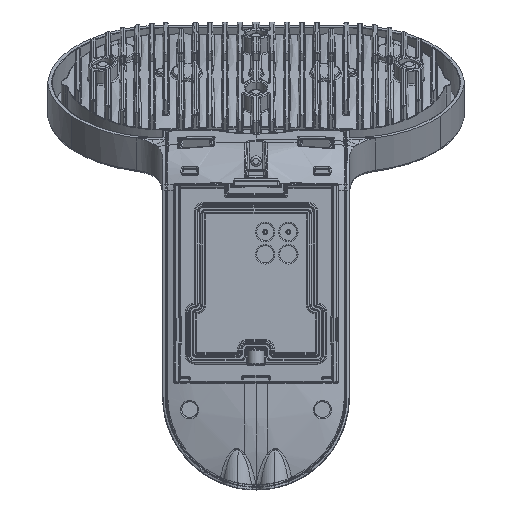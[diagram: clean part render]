
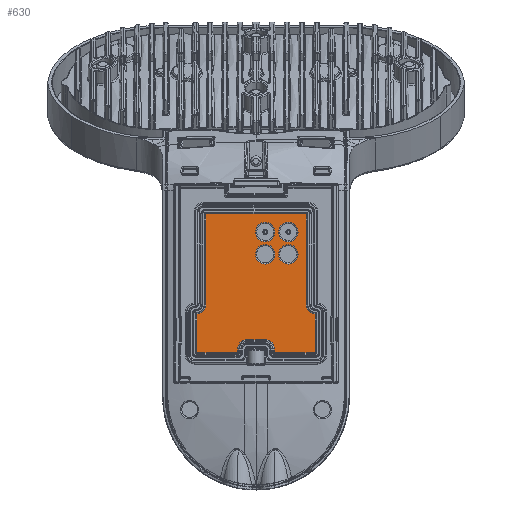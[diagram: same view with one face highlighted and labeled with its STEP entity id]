
A CAD part, left-side view. The second image highlights one B-rep face of the part: STEP entity #630.
In plain terms, the highlighted planar face has unit normal (-1, 0, 0).
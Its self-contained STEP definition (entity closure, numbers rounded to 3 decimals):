
#414=CARTESIAN_POINT('Vertex',(4.,-8.274,-20.731)) ;
#417=CARTESIAN_POINT('Axis2P3D Location',(4.,-4.024,-20.731)) ;
#421=CARTESIAN_POINT('Vertex',(4.,0.226,-20.731)) ;
#441=CARTESIAN_POINT('Axis2P3D Location',(4.,-4.024,-20.731)) ;
#453=CARTESIAN_POINT('Axis2P3D Location',(4.,0.,0.)) ;
#458=CARTESIAN_POINT('Line Origine',(4.,0.,-12.8)) ;
#462=CARTESIAN_POINT('Vertex',(4.,22.1,-12.8)) ;
#464=CARTESIAN_POINT('Vertex',(4.,-22.1,-12.8)) ;
#467=CARTESIAN_POINT('Line Origine',(4.,22.1,-32.744)) ;
#471=CARTESIAN_POINT('Vertex',(4.,22.1,-52.688)) ;
#474=CARTESIAN_POINT('Axis2P3D Location',(4.,26.1,-52.688)) ;
#478=CARTESIAN_POINT('Vertex',(4.,26.,-56.686)) ;
#481=CARTESIAN_POINT('Line Origine',(4.,26.,-65.188)) ;
#485=CARTESIAN_POINT('Vertex',(4.,26.,-73.69)) ;
#488=CARTESIAN_POINT('Line Origine',(4.,17.,-73.69)) ;
#492=CARTESIAN_POINT('Vertex',(4.,8.,-73.69)) ;
#495=CARTESIAN_POINT('Line Origine',(4.,8.,-72.84)) ;
#499=CARTESIAN_POINT('Vertex',(4.,8.,-71.99)) ;
#502=CARTESIAN_POINT('Axis2P3D Location',(4.,4.,-71.99)) ;
#506=CARTESIAN_POINT('Vertex',(4.,4.,-67.99)) ;
#509=CARTESIAN_POINT('Line Origine',(4.,0.,-67.99)) ;
#513=CARTESIAN_POINT('Vertex',(4.,-4.,-67.99)) ;
#516=CARTESIAN_POINT('Axis2P3D Location',(4.,-4.,-71.99)) ;
#520=CARTESIAN_POINT('Vertex',(4.,-8.,-71.99)) ;
#523=CARTESIAN_POINT('Line Origine',(4.,-8.,-72.84)) ;
#527=CARTESIAN_POINT('Vertex',(4.,-8.,-73.69)) ;
#530=CARTESIAN_POINT('Line Origine',(4.,-17.,-73.69)) ;
#534=CARTESIAN_POINT('Vertex',(4.,-26.,-73.69)) ;
#537=CARTESIAN_POINT('Line Origine',(4.,-26.,-65.188)) ;
#541=CARTESIAN_POINT('Vertex',(4.,-26.,-56.686)) ;
#544=CARTESIAN_POINT('Axis2P3D Location',(4.,-26.1,-52.688)) ;
#548=CARTESIAN_POINT('Vertex',(4.,-22.1,-52.688)) ;
#551=CARTESIAN_POINT('Line Origine',(4.,-22.1,-32.744)) ;
#572=CARTESIAN_POINT('Axis2P3D Location',(4.,-4.024,-30.543)) ;
#576=CARTESIAN_POINT('Vertex',(4.,-8.274,-30.543)) ;
#578=CARTESIAN_POINT('Vertex',(4.,0.226,-30.543)) ;
#581=CARTESIAN_POINT('Axis2P3D Location',(4.,-4.024,-30.543)) ;
#590=CARTESIAN_POINT('Axis2P3D Location',(4.,-14.187,-30.543)) ;
#594=CARTESIAN_POINT('Vertex',(4.,-9.937,-30.543)) ;
#596=CARTESIAN_POINT('Vertex',(4.,-18.437,-30.543)) ;
#599=CARTESIAN_POINT('Axis2P3D Location',(4.,-14.187,-30.543)) ;
#608=CARTESIAN_POINT('Axis2P3D Location',(4.,-14.187,-20.731)) ;
#612=CARTESIAN_POINT('Vertex',(4.,-9.937,-20.731)) ;
#614=CARTESIAN_POINT('Vertex',(4.,-18.437,-20.731)) ;
#617=CARTESIAN_POINT('Axis2P3D Location',(4.,-14.187,-20.731)) ;
#418=DIRECTION('Axis2P3D Direction',(-1.,-0.,0.)) ;
#442=DIRECTION('Axis2P3D Direction',(-1.,0.,0.)) ;
#454=DIRECTION('Axis2P3D Direction',(-1.,0.,0.)) ;
#455=DIRECTION('Axis2P3D XDirection',(0.,-1.,0.)) ;
#459=DIRECTION('Vector Direction',(0.,-1.,0.)) ;
#468=DIRECTION('Vector Direction',(0.,0.,-1.)) ;
#475=DIRECTION('Axis2P3D Direction',(-1.,0.,0.)) ;
#482=DIRECTION('Vector Direction',(0.,0.,-1.)) ;
#489=DIRECTION('Vector Direction',(0.,-1.,0.)) ;
#496=DIRECTION('Vector Direction',(0.,0.,1.)) ;
#503=DIRECTION('Axis2P3D Direction',(-1.,0.,0.)) ;
#510=DIRECTION('Vector Direction',(0.,-1.,0.)) ;
#517=DIRECTION('Axis2P3D Direction',(-1.,0.,0.)) ;
#524=DIRECTION('Vector Direction',(0.,0.,1.)) ;
#531=DIRECTION('Vector Direction',(0.,-1.,0.)) ;
#538=DIRECTION('Vector Direction',(0.,0.,-1.)) ;
#545=DIRECTION('Axis2P3D Direction',(-1.,0.,0.)) ;
#552=DIRECTION('Vector Direction',(0.,0.,-1.)) ;
#573=DIRECTION('Axis2P3D Direction',(-1.,0.,0.)) ;
#582=DIRECTION('Axis2P3D Direction',(-1.,0.,0.)) ;
#591=DIRECTION('Axis2P3D Direction',(-1.,0.,0.)) ;
#600=DIRECTION('Axis2P3D Direction',(-1.,0.,0.)) ;
#609=DIRECTION('Axis2P3D Direction',(-1.,0.,0.)) ;
#618=DIRECTION('Axis2P3D Direction',(-1.,0.,0.)) ;
#419=AXIS2_PLACEMENT_3D('Circle Axis2P3D',#417,#418,$) ;
#443=AXIS2_PLACEMENT_3D('Circle Axis2P3D',#441,#442,$) ;
#456=AXIS2_PLACEMENT_3D('Plane Axis2P3D',#453,#454,#455) ;
#476=AXIS2_PLACEMENT_3D('Circle Axis2P3D',#474,#475,$) ;
#504=AXIS2_PLACEMENT_3D('Circle Axis2P3D',#502,#503,$) ;
#518=AXIS2_PLACEMENT_3D('Circle Axis2P3D',#516,#517,$) ;
#546=AXIS2_PLACEMENT_3D('Circle Axis2P3D',#544,#545,$) ;
#574=AXIS2_PLACEMENT_3D('Circle Axis2P3D',#572,#573,$) ;
#583=AXIS2_PLACEMENT_3D('Circle Axis2P3D',#581,#582,$) ;
#592=AXIS2_PLACEMENT_3D('Circle Axis2P3D',#590,#591,$) ;
#601=AXIS2_PLACEMENT_3D('Circle Axis2P3D',#599,#600,$) ;
#610=AXIS2_PLACEMENT_3D('Circle Axis2P3D',#608,#609,$) ;
#619=AXIS2_PLACEMENT_3D('Circle Axis2P3D',#617,#618,$) ;
#557=ORIENTED_EDGE('',*,*,#466,.F.) ;
#558=ORIENTED_EDGE('',*,*,#473,.T.) ;
#559=ORIENTED_EDGE('',*,*,#480,.F.) ;
#560=ORIENTED_EDGE('',*,*,#487,.T.) ;
#561=ORIENTED_EDGE('',*,*,#494,.T.) ;
#562=ORIENTED_EDGE('',*,*,#501,.T.) ;
#563=ORIENTED_EDGE('',*,*,#508,.F.) ;
#564=ORIENTED_EDGE('',*,*,#515,.T.) ;
#565=ORIENTED_EDGE('',*,*,#522,.F.) ;
#566=ORIENTED_EDGE('',*,*,#529,.F.) ;
#567=ORIENTED_EDGE('',*,*,#536,.T.) ;
#568=ORIENTED_EDGE('',*,*,#543,.F.) ;
#569=ORIENTED_EDGE('',*,*,#550,.F.) ;
#570=ORIENTED_EDGE('',*,*,#555,.F.) ;
#587=ORIENTED_EDGE('',*,*,#580,.F.) ;
#588=ORIENTED_EDGE('',*,*,#585,.F.) ;
#605=ORIENTED_EDGE('',*,*,#598,.F.) ;
#606=ORIENTED_EDGE('',*,*,#603,.F.) ;
#623=ORIENTED_EDGE('',*,*,#616,.F.) ;
#624=ORIENTED_EDGE('',*,*,#621,.F.) ;
#627=ORIENTED_EDGE('',*,*,#423,.F.) ;
#628=ORIENTED_EDGE('',*,*,#445,.F.) ;
#589=FACE_BOUND('',#586,.T.) ;
#607=FACE_BOUND('',#604,.T.) ;
#625=FACE_BOUND('',#622,.T.) ;
#629=FACE_BOUND('',#626,.T.) ;
#460=VECTOR('Line Direction',#459,1.) ;
#469=VECTOR('Line Direction',#468,1.) ;
#483=VECTOR('Line Direction',#482,1.) ;
#490=VECTOR('Line Direction',#489,1.) ;
#497=VECTOR('Line Direction',#496,1.) ;
#511=VECTOR('Line Direction',#510,1.) ;
#525=VECTOR('Line Direction',#524,1.) ;
#532=VECTOR('Line Direction',#531,1.) ;
#539=VECTOR('Line Direction',#538,1.) ;
#553=VECTOR('Line Direction',#552,1.) ;
#630=ADVANCED_FACE('Body.7',(#571,#589,#607,#625,#629),#457,.T.) ;
#420=CIRCLE('generated circle',#419,4.25) ;
#444=CIRCLE('generated circle',#443,4.25) ;
#477=CIRCLE('generated circle',#476,4.) ;
#505=CIRCLE('generated circle',#504,4.) ;
#519=CIRCLE('generated circle',#518,4.) ;
#547=CIRCLE('generated circle',#546,4.) ;
#575=CIRCLE('generated circle',#574,4.25) ;
#584=CIRCLE('generated circle',#583,4.25) ;
#593=CIRCLE('generated circle',#592,4.25) ;
#602=CIRCLE('generated circle',#601,4.25) ;
#611=CIRCLE('generated circle',#610,4.25) ;
#620=CIRCLE('generated circle',#619,4.25) ;
#423=EDGE_CURVE('',#415,#422,#420,.T.) ;
#445=EDGE_CURVE('',#422,#415,#444,.T.) ;
#466=EDGE_CURVE('',#463,#465,#461,.T.) ;
#473=EDGE_CURVE('',#463,#472,#470,.T.) ;
#480=EDGE_CURVE('',#479,#472,#477,.T.) ;
#487=EDGE_CURVE('',#479,#486,#484,.T.) ;
#494=EDGE_CURVE('',#486,#493,#491,.T.) ;
#501=EDGE_CURVE('',#493,#500,#498,.T.) ;
#508=EDGE_CURVE('',#507,#500,#505,.T.) ;
#515=EDGE_CURVE('',#507,#514,#512,.T.) ;
#522=EDGE_CURVE('',#521,#514,#519,.T.) ;
#529=EDGE_CURVE('',#528,#521,#526,.T.) ;
#536=EDGE_CURVE('',#528,#535,#533,.T.) ;
#543=EDGE_CURVE('',#542,#535,#540,.T.) ;
#550=EDGE_CURVE('',#549,#542,#547,.T.) ;
#555=EDGE_CURVE('',#465,#549,#554,.T.) ;
#580=EDGE_CURVE('',#577,#579,#575,.T.) ;
#585=EDGE_CURVE('',#579,#577,#584,.T.) ;
#598=EDGE_CURVE('',#595,#597,#593,.T.) ;
#603=EDGE_CURVE('',#597,#595,#602,.T.) ;
#616=EDGE_CURVE('',#613,#615,#611,.T.) ;
#621=EDGE_CURVE('',#615,#613,#620,.T.) ;
#556=EDGE_LOOP('',(#557,#558,#559,#560,#561,#562,#563,#564,#565,#566,#567,#568,#569,#570)) ;
#586=EDGE_LOOP('',(#587,#588)) ;
#604=EDGE_LOOP('',(#605,#606)) ;
#622=EDGE_LOOP('',(#623,#624)) ;
#626=EDGE_LOOP('',(#627,#628)) ;
#571=FACE_OUTER_BOUND('',#556,.T.) ;
#461=LINE('Line',#458,#460) ;
#470=LINE('Line',#467,#469) ;
#484=LINE('Line',#481,#483) ;
#491=LINE('Line',#488,#490) ;
#498=LINE('Line',#495,#497) ;
#512=LINE('Line',#509,#511) ;
#526=LINE('Line',#523,#525) ;
#533=LINE('Line',#530,#532) ;
#540=LINE('Line',#537,#539) ;
#554=LINE('Line',#551,#553) ;
#457=PLANE('',#456) ;
#415=VERTEX_POINT('',#414) ;
#422=VERTEX_POINT('',#421) ;
#463=VERTEX_POINT('',#462) ;
#465=VERTEX_POINT('',#464) ;
#472=VERTEX_POINT('',#471) ;
#479=VERTEX_POINT('',#478) ;
#486=VERTEX_POINT('',#485) ;
#493=VERTEX_POINT('',#492) ;
#500=VERTEX_POINT('',#499) ;
#507=VERTEX_POINT('',#506) ;
#514=VERTEX_POINT('',#513) ;
#521=VERTEX_POINT('',#520) ;
#528=VERTEX_POINT('',#527) ;
#535=VERTEX_POINT('',#534) ;
#542=VERTEX_POINT('',#541) ;
#549=VERTEX_POINT('',#548) ;
#577=VERTEX_POINT('',#576) ;
#579=VERTEX_POINT('',#578) ;
#595=VERTEX_POINT('',#594) ;
#597=VERTEX_POINT('',#596) ;
#613=VERTEX_POINT('',#612) ;
#615=VERTEX_POINT('',#614) ;
